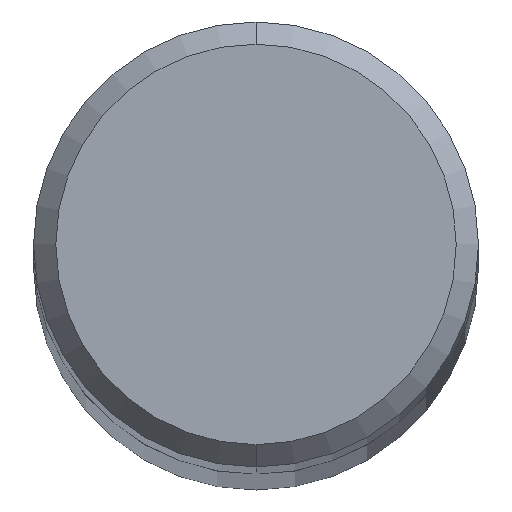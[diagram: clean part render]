
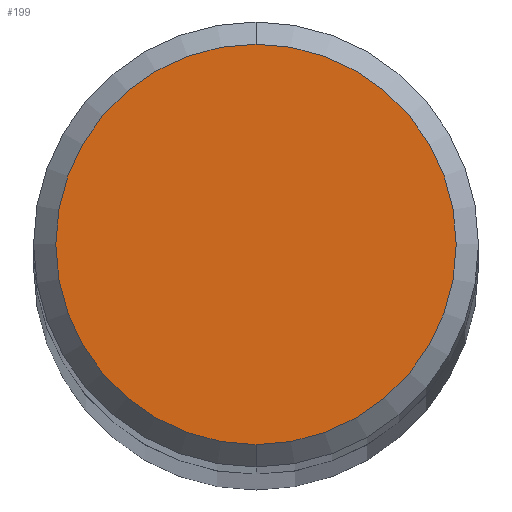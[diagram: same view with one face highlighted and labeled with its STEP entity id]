
A CAD part, top view. The second image highlights one B-rep face of the part: STEP entity #199.
In plain terms, the highlighted planar face has unit normal (0, 0, 1).
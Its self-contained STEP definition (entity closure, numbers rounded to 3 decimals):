
#189=VERTEX_POINT('',#465);
#199=ADVANCED_FACE('',(#475),#476,.T.);
#361=VERTEX_POINT('',#660);
#387=EDGE_CURVE('',#361,#189,#687,.T.);
#415=EDGE_CURVE('',#189,#361,#716,.T.);
#465=CARTESIAN_POINT('',(0.0,4.5,0.0));
#475=FACE_OUTER_BOUND('',#837,.T.);
#476=PLANE('',#838);
#660=CARTESIAN_POINT('',(0.,-4.5,0.0));
#687=CIRCLE('',#1291,4.5);
#716=CIRCLE('',#1345,4.5);
#837=EDGE_LOOP('',(#1368,#1369));
#838=AXIS2_PLACEMENT_3D('',#1370,#1371,#1372);
#1291=AXIS2_PLACEMENT_3D('',#1634,#1635,#1636);
#1345=AXIS2_PLACEMENT_3D('',#1656,#1657,#1658);
#1368=ORIENTED_EDGE('',*,*,#415,.F.);
#1369=ORIENTED_EDGE('',*,*,#387,.F.);
#1370=CARTESIAN_POINT('',(0.0,2.25,0.0));
#1371=DIRECTION('',(-0.0,0.0,1.0));
#1372=DIRECTION('',(0.0,-1.0,0.0));
#1634=CARTESIAN_POINT('',(0.0,0.0,0.0));
#1635=DIRECTION('',(0.0,0.0,-1.0));
#1636=DIRECTION('',(0.0,1.0,0.0));
#1656=CARTESIAN_POINT('',(0.0,0.0,0.0));
#1657=DIRECTION('',(0.0,0.0,-1.0));
#1658=DIRECTION('',(0.0,1.0,0.0));
